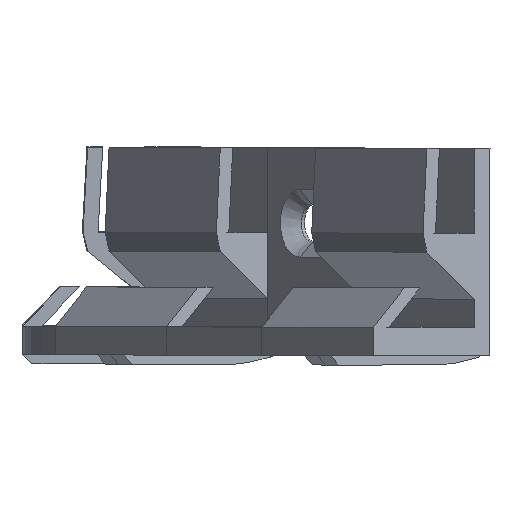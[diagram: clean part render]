
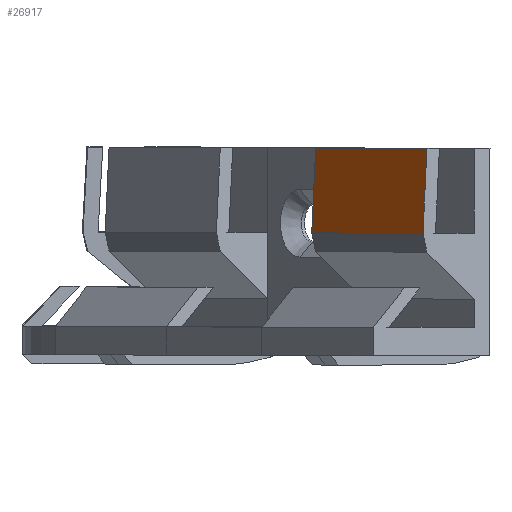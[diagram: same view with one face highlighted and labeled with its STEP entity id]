
A CAD part, left-side view. The second image highlights one B-rep face of the part: STEP entity #26917.
In plain terms, the highlighted face is planar.
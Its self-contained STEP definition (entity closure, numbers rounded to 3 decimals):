
#25022 = PLANE('',#25023);
#25023 = AXIS2_PLACEMENT_3D('',#25024,#25025,#25026);
#25024 = CARTESIAN_POINT('',(-10.5,5.766,9.503));
#25025 = DIRECTION('',(-1.,0.,0.));
#25026 = DIRECTION('',(0.,0.,1.));
#25456 = PLANE('',#25457);
#25457 = AXIS2_PLACEMENT_3D('',#25458,#25459,#25460);
#25458 = CARTESIAN_POINT('',(10.5,5.766,9.503));
#25459 = DIRECTION('',(-1.,0.,0.));
#25460 = DIRECTION('',(0.,0.,1.));
#25716 = VERTEX_POINT('',#25717);
#25717 = CARTESIAN_POINT('',(-10.5,8.1,22.));
#25731 = PLANE('',#25732);
#25732 = AXIS2_PLACEMENT_3D('',#25733,#25734,#25735);
#25733 = CARTESIAN_POINT('',(0.,6.5,22.));
#25734 = DIRECTION('',(0.,0.,-1.));
#25735 = DIRECTION('',(0.,1.,0.));
#25743 = EDGE_CURVE('',#25716,#25744,#25746,.T.);
#25744 = VERTEX_POINT('',#25745);
#25745 = CARTESIAN_POINT('',(-10.5,8.6,13.));
#25746 = SURFACE_CURVE('',#25747,(#25751,#25758),.PCURVE_S1.);
#25747 = LINE('',#25748,#25749);
#25748 = CARTESIAN_POINT('',(-10.5,8.1,22.));
#25749 = VECTOR('',#25750,1.);
#25750 = DIRECTION('',(0.,0.055,-0.998));
#25751 = PCURVE('',#25022,#25752);
#25752 = DEFINITIONAL_REPRESENTATION('',(#25753),#25757);
#25753 = LINE('',#25754,#25755);
#25754 = CARTESIAN_POINT('',(12.497,2.334));
#25755 = VECTOR('',#25756,1.);
#25756 = DIRECTION('',(-0.998,0.055));
#25757 = ( GEOMETRIC_REPRESENTATION_CONTEXT(2) 
PARAMETRIC_REPRESENTATION_CONTEXT() REPRESENTATION_CONTEXT('2D SPACE',''
  ) );
#25758 = PCURVE('',#25759,#25764);
#25759 = PLANE('',#25760);
#25760 = AXIS2_PLACEMENT_3D('',#25761,#25762,#25763);
#25761 = CARTESIAN_POINT('',(0.,8.1,22.));
#25762 = DIRECTION('',(-0.,-0.998,-0.055));
#25763 = DIRECTION('',(0.,0.055,-0.998));
#25764 = DEFINITIONAL_REPRESENTATION('',(#25765),#25769);
#25765 = LINE('',#25766,#25767);
#25766 = CARTESIAN_POINT('',(0.,-10.5));
#25767 = VECTOR('',#25768,1.);
#25768 = DIRECTION('',(1.,0.));
#25769 = ( GEOMETRIC_REPRESENTATION_CONTEXT(2) 
PARAMETRIC_REPRESENTATION_CONTEXT() REPRESENTATION_CONTEXT('2D SPACE',''
  ) );
#25787 = PLANE('',#25788);
#25788 = AXIS2_PLACEMENT_3D('',#25789,#25790,#25791);
#25789 = CARTESIAN_POINT('',(0.,8.6,13.));
#25790 = DIRECTION('',(0.,-0.97,0.243));
#25791 = DIRECTION('',(-0.,-0.243,-0.97));
#26562 = VERTEX_POINT('',#26563);
#26563 = CARTESIAN_POINT('',(10.5,8.1,22.));
#26584 = EDGE_CURVE('',#26562,#26585,#26587,.T.);
#26585 = VERTEX_POINT('',#26586);
#26586 = CARTESIAN_POINT('',(10.5,8.6,13.));
#26587 = SURFACE_CURVE('',#26588,(#26592,#26599),.PCURVE_S1.);
#26588 = LINE('',#26589,#26590);
#26589 = CARTESIAN_POINT('',(10.5,8.1,22.));
#26590 = VECTOR('',#26591,1.);
#26591 = DIRECTION('',(0.,0.055,-0.998));
#26592 = PCURVE('',#25456,#26593);
#26593 = DEFINITIONAL_REPRESENTATION('',(#26594),#26598);
#26594 = LINE('',#26595,#26596);
#26595 = CARTESIAN_POINT('',(12.497,2.334));
#26596 = VECTOR('',#26597,1.);
#26597 = DIRECTION('',(-0.998,0.055));
#26598 = ( GEOMETRIC_REPRESENTATION_CONTEXT(2) 
PARAMETRIC_REPRESENTATION_CONTEXT() REPRESENTATION_CONTEXT('2D SPACE',''
  ) );
#26599 = PCURVE('',#25759,#26600);
#26600 = DEFINITIONAL_REPRESENTATION('',(#26601),#26605);
#26601 = LINE('',#26602,#26603);
#26602 = CARTESIAN_POINT('',(0.,10.5));
#26603 = VECTOR('',#26604,1.);
#26604 = DIRECTION('',(1.,0.));
#26605 = ( GEOMETRIC_REPRESENTATION_CONTEXT(2) 
PARAMETRIC_REPRESENTATION_CONTEXT() REPRESENTATION_CONTEXT('2D SPACE',''
  ) );
#26895 = EDGE_CURVE('',#26562,#25716,#26896,.T.);
#26896 = SURFACE_CURVE('',#26897,(#26901,#26908),.PCURVE_S1.);
#26897 = LINE('',#26898,#26899);
#26898 = CARTESIAN_POINT('',(10.5,8.1,22.));
#26899 = VECTOR('',#26900,1.);
#26900 = DIRECTION('',(-1.,0.,0.));
#26901 = PCURVE('',#25731,#26902);
#26902 = DEFINITIONAL_REPRESENTATION('',(#26903),#26907);
#26903 = LINE('',#26904,#26905);
#26904 = CARTESIAN_POINT('',(1.6,10.5));
#26905 = VECTOR('',#26906,1.);
#26906 = DIRECTION('',(0.,-1.));
#26907 = ( GEOMETRIC_REPRESENTATION_CONTEXT(2) 
PARAMETRIC_REPRESENTATION_CONTEXT() REPRESENTATION_CONTEXT('2D SPACE',''
  ) );
#26908 = PCURVE('',#25759,#26909);
#26909 = DEFINITIONAL_REPRESENTATION('',(#26910),#26914);
#26910 = LINE('',#26911,#26912);
#26911 = CARTESIAN_POINT('',(0.,10.5));
#26912 = VECTOR('',#26913,1.);
#26913 = DIRECTION('',(0.,-1.));
#26914 = ( GEOMETRIC_REPRESENTATION_CONTEXT(2) 
PARAMETRIC_REPRESENTATION_CONTEXT() REPRESENTATION_CONTEXT('2D SPACE',''
  ) );
#26917 = ADVANCED_FACE('',(#26918),#25759,.F.);
#26918 = FACE_BOUND('',#26919,.F.);
#26919 = EDGE_LOOP('',(#26920,#26921,#26942,#26943));
#26920 = ORIENTED_EDGE('',*,*,#25743,.T.);
#26921 = ORIENTED_EDGE('',*,*,#26922,.F.);
#26922 = EDGE_CURVE('',#26585,#25744,#26923,.T.);
#26923 = SURFACE_CURVE('',#26924,(#26928,#26935),.PCURVE_S1.);
#26924 = LINE('',#26925,#26926);
#26925 = CARTESIAN_POINT('',(10.5,8.6,13.));
#26926 = VECTOR('',#26927,1.);
#26927 = DIRECTION('',(-1.,0.,0.));
#26928 = PCURVE('',#25759,#26929);
#26929 = DEFINITIONAL_REPRESENTATION('',(#26930),#26934);
#26930 = LINE('',#26931,#26932);
#26931 = CARTESIAN_POINT('',(9.014,10.5));
#26932 = VECTOR('',#26933,1.);
#26933 = DIRECTION('',(0.,-1.));
#26934 = ( GEOMETRIC_REPRESENTATION_CONTEXT(2) 
PARAMETRIC_REPRESENTATION_CONTEXT() REPRESENTATION_CONTEXT('2D SPACE',''
  ) );
#26935 = PCURVE('',#25787,#26936);
#26936 = DEFINITIONAL_REPRESENTATION('',(#26937),#26941);
#26937 = LINE('',#26938,#26939);
#26938 = CARTESIAN_POINT('',(-0.,10.5));
#26939 = VECTOR('',#26940,1.);
#26940 = DIRECTION('',(0.,-1.));
#26941 = ( GEOMETRIC_REPRESENTATION_CONTEXT(2) 
PARAMETRIC_REPRESENTATION_CONTEXT() REPRESENTATION_CONTEXT('2D SPACE',''
  ) );
#26942 = ORIENTED_EDGE('',*,*,#26584,.F.);
#26943 = ORIENTED_EDGE('',*,*,#26895,.T.);
